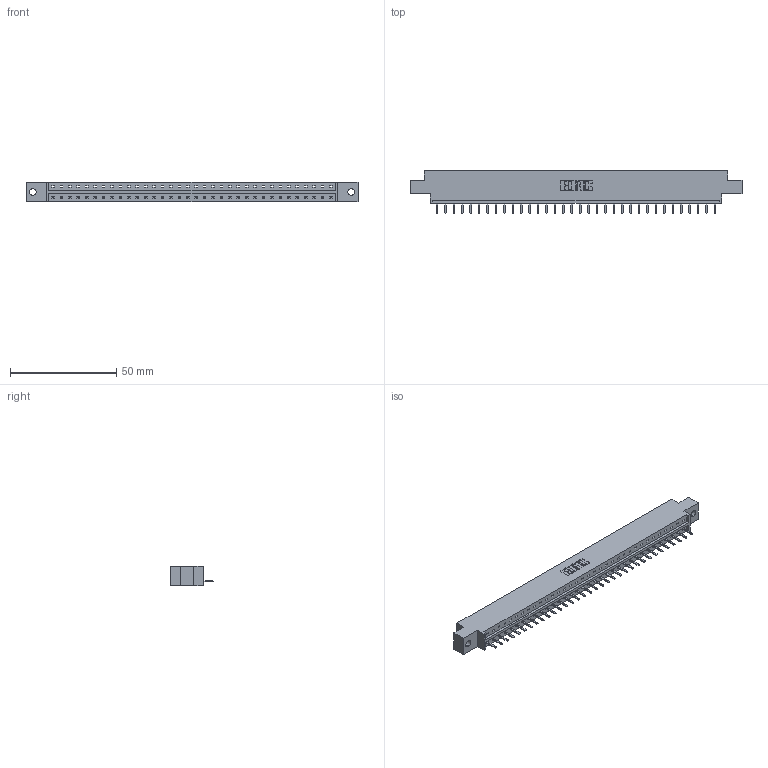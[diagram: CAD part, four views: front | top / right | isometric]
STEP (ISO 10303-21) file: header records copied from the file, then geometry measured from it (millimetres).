
FILE_DESCRIPTION (( 'STEP AP203' ), '1' );
FILE_NAME ('333-034-520-602.STEP', '2018-08-02T21:46:32', ( '' ), ( '' ), 'SwSTEP 2.0', 'SolidWorks 2016', '' );
FILE_SCHEMA (( 'CONFIG_CONTROL_DESIGN' ));
Length unit declared in the file: inch
Products named in the file (3): 333 Part_Offset - .128 Dia; 345-292-001_345-293-120; 333-034-520-602
Assembly tree (35 placements, depth 2):
  333-034-520-602
    333 Part_Offset - .128 Dia
    345-292-001_345-293-120  x34
Bounding box: 156.26 x 20.02 x 9.4 mm (x, y, z)
Volume: 15293.2 mm3; surface area: 16077.3 mm2
Topology: 35 solids, 35 shells, 2226 faces, 6579 edges, 4294 vertices
Faces by surface type: plane 1570, cylinder 656
Entity records: 22069 total; most frequent: CARTESIAN_POINT 3828, ORIENTED_EDGE 3786, DIRECTION 3233, EDGE_CURVE 1893, VECTOR 1761, LINE 1761, VERTEX_POINT 1258, AXIS2_PLACEMENT_3D 736
